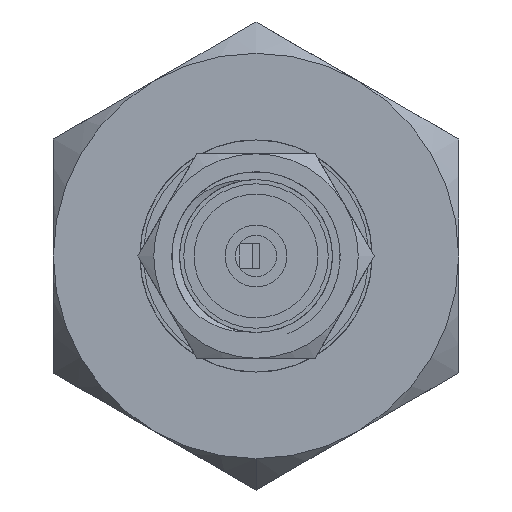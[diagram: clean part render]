
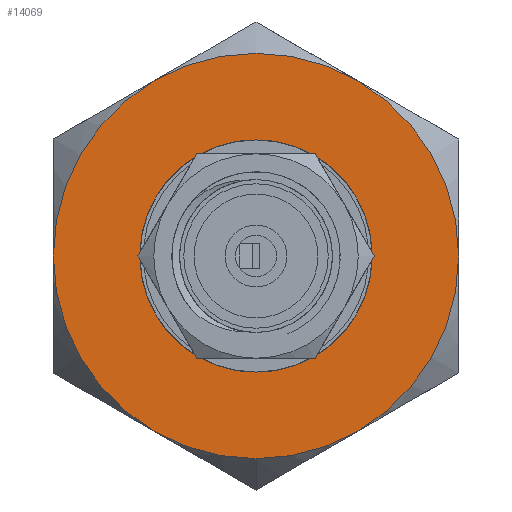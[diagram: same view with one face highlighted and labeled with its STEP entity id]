
A CAD part, left-side view. The second image highlights one B-rep face of the part: STEP entity #14069.
In plain terms, the highlighted face is planar.
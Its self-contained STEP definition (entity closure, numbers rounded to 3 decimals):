
#363 = DIRECTION ( 'NONE',  ( -1., 0., 0. ) ) ;
#1972 = DIRECTION ( 'NONE',  ( 0., 0., 1. ) ) ;
#3235 = CIRCLE ( 'NONE', #45352, 3.926 ) ;
#5627 = CARTESIAN_POINT ( 'NONE',  ( 10.414, 0., 0. ) ) ;
#5678 = EDGE_CURVE ( 'NONE', #170508, #83578, #87014, .T. ) ;
#6340 = CARTESIAN_POINT ( 'NONE',  ( 10.414, 0., 0. ) ) ;
#7964 = VERTEX_POINT ( 'NONE', #145083 ) ;
#9117 = AXIS2_PLACEMENT_3D ( 'NONE', #51622, #176945, #19580 ) ;
#14069 = ADVANCED_FACE ( 'NONE', ( #153181, #118427 ), #154106, .F. ) ;
#15209 = CIRCLE ( 'NONE', #103987, 1.384 ) ;
#18627 = AXIS2_PLACEMENT_3D ( 'NONE', #129174, #363, #188329 ) ;
#19580 = DIRECTION ( 'NONE',  ( 0., 0., -1. ) ) ;
#24569 = EDGE_CURVE ( 'NONE', #109059, #7964, #3235, .T. ) ;
#29810 = CIRCLE ( 'NONE', #166156, 3.926 ) ;
#30513 = CARTESIAN_POINT ( 'NONE',  ( 10.414, 0., 0. ) ) ;
#31550 = CARTESIAN_POINT ( 'NONE',  ( 10.414, 0., 0. ) ) ;
#33333 = CARTESIAN_POINT ( 'NONE',  ( 10.414, 0., 0. ) ) ;
#35400 = CARTESIAN_POINT ( 'NONE',  ( 10.414, -1.963, 3.4 ) ) ;
#42819 = EDGE_CURVE ( 'NONE', #133560, #170508, #96739, .T. ) ;
#44090 = CARTESIAN_POINT ( 'NONE',  ( 10.414, 1.334, 0. ) ) ;
#45352 = AXIS2_PLACEMENT_3D ( 'NONE', #5627, #54454, #196495 ) ;
#46489 = DIRECTION ( 'NONE',  ( 0., 0., 1. ) ) ;
#47631 = CARTESIAN_POINT ( 'NONE',  ( 10.414, -3.926, 0. ) ) ;
#51622 = CARTESIAN_POINT ( 'NONE',  ( 10.414, 0., 0. ) ) ;
#54454 = DIRECTION ( 'NONE',  ( -1., 0., 0. ) ) ;
#59246 = AXIS2_PLACEMENT_3D ( 'NONE', #31550, #96324, #175664 ) ;
#60073 = DIRECTION ( 'NONE',  ( 0., 0., 1. ) ) ;
#61510 = ORIENTED_EDGE ( 'NONE', *, *, #176197, .T. ) ;
#62035 = VERTEX_POINT ( 'NONE', #47631 ) ;
#62802 = ORIENTED_EDGE ( 'NONE', *, *, #42819, .F. ) ;
#63174 = CARTESIAN_POINT ( 'NONE',  ( 10.414, 0., 0. ) ) ;
#64265 = CIRCLE ( 'NONE', #18627, 1.384 ) ;
#65529 = CARTESIAN_POINT ( 'NONE',  ( 10.414, 0., -1.384 ) ) ;
#69137 = AXIS2_PLACEMENT_3D ( 'NONE', #187105, #188486, #46489 ) ;
#72075 = ORIENTED_EDGE ( 'NONE', *, *, #89690, .F. ) ;
#77176 = DIRECTION ( 'NONE',  ( -1., 0., 0. ) ) ;
#79879 = EDGE_CURVE ( 'NONE', #83578, #62035, #81872, .T. ) ;
#81418 = DIRECTION ( 'NONE',  ( -1., 0., 0. ) ) ;
#81872 = CIRCLE ( 'NONE', #69137, 3.926 ) ;
#82867 = CIRCLE ( 'NONE', #168360, 3.926 ) ;
#83108 = ORIENTED_EDGE ( 'NONE', *, *, #5678, .F. ) ;
#83578 = VERTEX_POINT ( 'NONE', #104349 ) ;
#87014 = CIRCLE ( 'NONE', #88874, 3.926 ) ;
#88874 = AXIS2_PLACEMENT_3D ( 'NONE', #30513, #203946, #125221 ) ;
#89690 = EDGE_CURVE ( 'NONE', #62035, #189036, #82867, .T. ) ;
#93062 = EDGE_LOOP ( 'NONE', ( #61510, #171424 ) ) ;
#96324 = DIRECTION ( 'NONE',  ( -1., 0., 0. ) ) ;
#96739 = CIRCLE ( 'NONE', #59246, 3.926 ) ;
#103987 = AXIS2_PLACEMENT_3D ( 'NONE', #6340, #117827, #166558 ) ;
#104349 = CARTESIAN_POINT ( 'NONE',  ( 10.414, -1.963, -3.4 ) ) ;
#109059 = VERTEX_POINT ( 'NONE', #140340 ) ;
#109175 = CIRCLE ( 'NONE', #9117, 3.926 ) ;
#110707 = ORIENTED_EDGE ( 'NONE', *, *, #175631, .T. ) ;
#115833 = EDGE_LOOP ( 'NONE', ( #192502, #197901, #72075, #163593, #83108, #62802, #110707 ) ) ;
#117827 = DIRECTION ( 'NONE',  ( -1., 0., 0. ) ) ;
#118427 = FACE_OUTER_BOUND ( 'NONE', #115833, .T. ) ;
#118509 = VERTEX_POINT ( 'NONE', #65529 ) ;
#125221 = DIRECTION ( 'NONE',  ( 0., 0., 1. ) ) ;
#125825 = DIRECTION ( 'NONE',  ( 0., 0., 1. ) ) ;
#129174 = CARTESIAN_POINT ( 'NONE',  ( 10.414, 0., 0. ) ) ;
#133560 = VERTEX_POINT ( 'NONE', #158269 ) ;
#140340 = CARTESIAN_POINT ( 'NONE',  ( 10.414, 1.963, 3.4 ) ) ;
#145083 = CARTESIAN_POINT ( 'NONE',  ( 10.414, 3.926, 0. ) ) ;
#153181 = FACE_BOUND ( 'NONE', #93062, .T. ) ;
#154106 = PLANE ( 'NONE',  #196330 ) ;
#158269 = CARTESIAN_POINT ( 'NONE',  ( 10.414, 1.963, -3.4 ) ) ;
#158439 = CARTESIAN_POINT ( 'NONE',  ( 10.414, 0., -3.926 ) ) ;
#162711 = VERTEX_POINT ( 'NONE', #198110 ) ;
#163593 = ORIENTED_EDGE ( 'NONE', *, *, #79879, .F. ) ;
#166156 = AXIS2_PLACEMENT_3D ( 'NONE', #63174, #77176, #125825 ) ;
#166558 = DIRECTION ( 'NONE',  ( 0., 0., 1. ) ) ;
#168360 = AXIS2_PLACEMENT_3D ( 'NONE', #33333, #81418, #1972 ) ;
#170508 = VERTEX_POINT ( 'NONE', #158439 ) ;
#171424 = ORIENTED_EDGE ( 'NONE', *, *, #197539, .T. ) ;
#175631 = EDGE_CURVE ( 'NONE', #133560, #7964, #109175, .T. ) ;
#175664 = DIRECTION ( 'NONE',  ( 0., 0., 1. ) ) ;
#176197 = EDGE_CURVE ( 'NONE', #162711, #118509, #64265, .T. ) ;
#176945 = DIRECTION ( 'NONE',  ( 1., 0., 0. ) ) ;
#186768 = DIRECTION ( 'NONE',  ( -1., 0., 0. ) ) ;
#187105 = CARTESIAN_POINT ( 'NONE',  ( 10.414, 0., 0. ) ) ;
#188329 = DIRECTION ( 'NONE',  ( 0., 0., 1. ) ) ;
#188486 = DIRECTION ( 'NONE',  ( -1., 0., 0. ) ) ;
#189036 = VERTEX_POINT ( 'NONE', #35400 ) ;
#189226 = EDGE_CURVE ( 'NONE', #189036, #109059, #29810, .T. ) ;
#192502 = ORIENTED_EDGE ( 'NONE', *, *, #24569, .F. ) ;
#196330 = AXIS2_PLACEMENT_3D ( 'NONE', #44090, #186768, #60073 ) ;
#196495 = DIRECTION ( 'NONE',  ( 0., 0., 1. ) ) ;
#197539 = EDGE_CURVE ( 'NONE', #118509, #162711, #15209, .T. ) ;
#197901 = ORIENTED_EDGE ( 'NONE', *, *, #189226, .F. ) ;
#198110 = CARTESIAN_POINT ( 'NONE',  ( 10.414, 0., 1.384 ) ) ;
#203946 = DIRECTION ( 'NONE',  ( -1., 0., 0. ) ) ;
